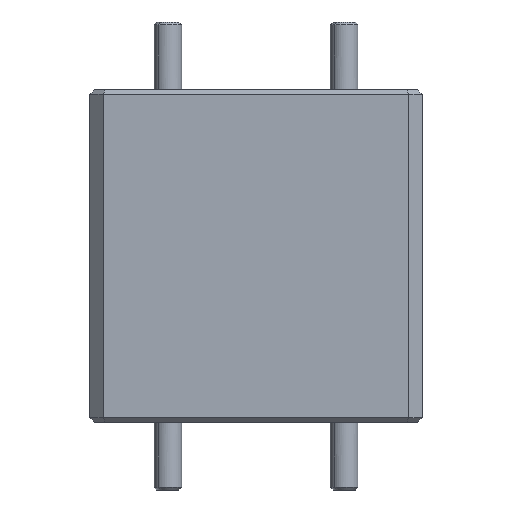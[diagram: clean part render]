
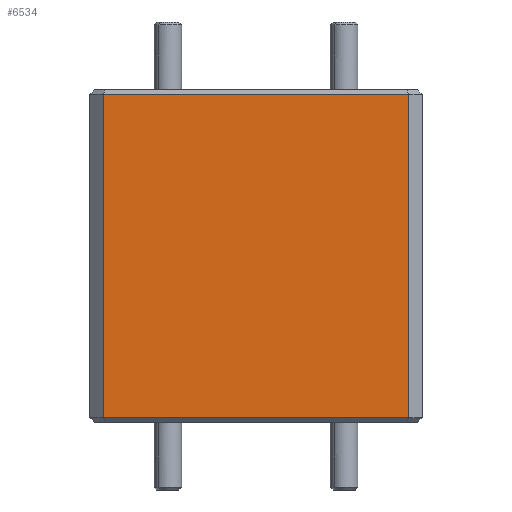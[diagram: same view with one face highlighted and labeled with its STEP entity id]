
A CAD part, left-side view. The second image highlights one B-rep face of the part: STEP entity #6534.
In plain terms, the highlighted planar face has unit normal (-1, 0, 0).
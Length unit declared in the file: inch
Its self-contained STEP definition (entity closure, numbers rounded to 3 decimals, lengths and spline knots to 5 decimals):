
#338 = CARTESIAN_POINT ( 'NONE',  ( -0.375, 0.345, 0.4375 ) ) ;
#525 = FACE_OUTER_BOUND ( 'NONE', #6016, .T. ) ;
#1363 = LINE ( 'NONE', #1476, #4251 ) ;
#1476 = CARTESIAN_POINT ( 'NONE',  ( -0.375, 0.345, -0.0825 ) ) ;
#1771 = VERTEX_POINT ( 'NONE', #2333 ) ;
#1840 = LINE ( 'NONE', #5268, #8437 ) ;
#1867 = EDGE_CURVE ( 'NONE', #9106, #9608, #1840, .T. ) ;
#1896 = VERTEX_POINT ( 'NONE', #338 ) ;
#2269 = CARTESIAN_POINT ( 'NONE',  ( -0.375, 0., 0.4375 ) ) ;
#2333 = CARTESIAN_POINT ( 'NONE',  ( -0.375, 0.345, -0.2925 ) ) ;
#2686 = AXIS2_PLACEMENT_3D ( 'NONE', #5456, #7252, #9841 ) ;
#2743 = EDGE_CURVE ( 'NONE', #9608, #1896, #10962, .T. ) ;
#3815 = VECTOR ( 'NONE', #10828, 39.37008 ) ;
#3980 = LINE ( 'NONE', #7395, #3815 ) ;
#4168 = CARTESIAN_POINT ( 'NONE',  ( -0.375, -0.345, 0.4375 ) ) ;
#4251 = VECTOR ( 'NONE', #4897, 39.37008 ) ;
#4556 = PLANE ( 'NONE',  #2686 ) ;
#4787 = DIRECTION ( 'NONE',  ( 0., 1., 0. ) ) ;
#4897 = DIRECTION ( 'NONE',  ( 0., 0., -1. ) ) ;
#5034 = ORIENTED_EDGE ( 'NONE', *, *, #2743, .T. ) ;
#5268 = CARTESIAN_POINT ( 'NONE',  ( -0.375, -0.345, -0.0825 ) ) ;
#5456 = CARTESIAN_POINT ( 'NONE',  ( -0.375, -0.375, -0.0825 ) ) ;
#5749 = CARTESIAN_POINT ( 'NONE',  ( -0.375, -0.345, -0.2925 ) ) ;
#6016 = EDGE_LOOP ( 'NONE', ( #10235, #10502, #7101, #5034 ) ) ;
#6534 = ADVANCED_FACE ( 'NONE', ( #525 ), #4556, .F. ) ;
#7101 = ORIENTED_EDGE ( 'NONE', *, *, #1867, .T. ) ;
#7252 = DIRECTION ( 'NONE',  ( 1., 0., 0. ) ) ;
#7395 = CARTESIAN_POINT ( 'NONE',  ( -0.375, -0.345, -0.2925 ) ) ;
#8437 = VECTOR ( 'NONE', #10011, 39.37008 ) ;
#8776 = EDGE_CURVE ( 'NONE', #1771, #9106, #3980, .T. ) ;
#9106 = VERTEX_POINT ( 'NONE', #5749 ) ;
#9608 = VERTEX_POINT ( 'NONE', #4168 ) ;
#9841 = DIRECTION ( 'NONE',  ( 0., 0., -1. ) ) ;
#10011 = DIRECTION ( 'NONE',  ( 0., 0., 1. ) ) ;
#10235 = ORIENTED_EDGE ( 'NONE', *, *, #11024, .T. ) ;
#10502 = ORIENTED_EDGE ( 'NONE', *, *, #8776, .T. ) ;
#10828 = DIRECTION ( 'NONE',  ( 0., -1., 0. ) ) ;
#10837 = VECTOR ( 'NONE', #4787, 39.37008 ) ;
#10962 = LINE ( 'NONE', #2269, #10837 ) ;
#11024 = EDGE_CURVE ( 'NONE', #1896, #1771, #1363, .T. ) ;
